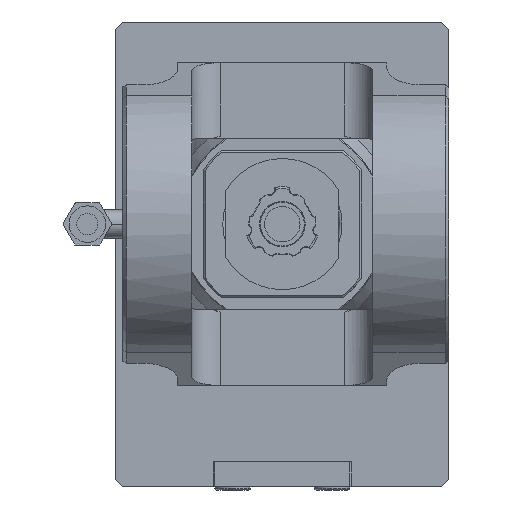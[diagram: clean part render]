
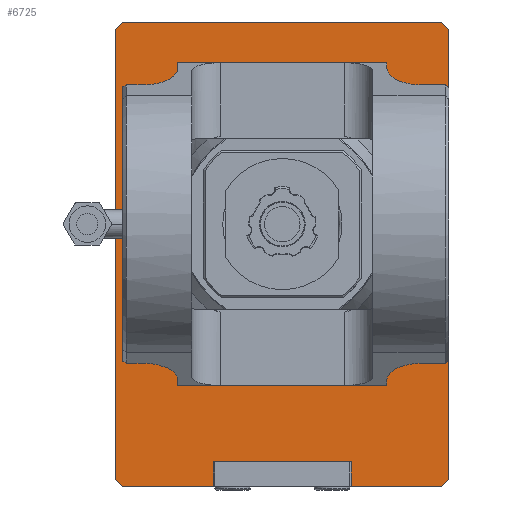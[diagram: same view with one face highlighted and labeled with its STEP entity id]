
A CAD part, left-side view. The second image highlights one B-rep face of the part: STEP entity #6725.
In plain terms, the highlighted planar face has unit normal (-1, 0, 0).
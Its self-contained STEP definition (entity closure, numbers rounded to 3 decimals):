
#323=DIRECTION('',(0.,-1.,0.));
#324=VECTOR('',#323,39.);
#325=CARTESIAN_POINT('',(-23.5,19.5,-67.));
#326=LINE('',#325,#324);
#327=DIRECTION('',(0.,0.,1.));
#328=VECTOR('',#327,7.);
#329=CARTESIAN_POINT('',(-23.5,19.5,-74.));
#330=LINE('',#329,#328);
#331=DIRECTION('',(0.,1.,0.));
#332=VECTOR('',#331,25.5);
#333=CARTESIAN_POINT('',(-23.5,19.5,-74.));
#334=LINE('',#333,#332);
#335=DIRECTION('',(0.,-0.707,-0.707));
#336=VECTOR('',#335,2.828);
#337=CARTESIAN_POINT('',(-23.5,47.,-72.));
#338=LINE('',#337,#336);
#339=DIRECTION('',(0.,0.,1.));
#340=VECTOR('',#339,127.);
#341=CARTESIAN_POINT('',(-23.5,47.,-72.));
#342=LINE('',#341,#340);
#343=DIRECTION('',(0.,0.707,-0.707));
#344=VECTOR('',#343,2.828);
#345=CARTESIAN_POINT('',(-23.5,45.,57.));
#346=LINE('',#345,#344);
#347=DIRECTION('',(0.,-1.,0.));
#348=VECTOR('',#347,90.);
#349=CARTESIAN_POINT('',(-23.5,45.,57.));
#350=LINE('',#349,#348);
#351=DIRECTION('',(0.,0.707,0.707));
#352=VECTOR('',#351,2.828);
#353=CARTESIAN_POINT('',(-23.5,-47.,55.));
#354=LINE('',#353,#352);
#355=DIRECTION('',(0.,0.,-1.));
#356=VECTOR('',#355,127.);
#357=CARTESIAN_POINT('',(-23.5,-47.,55.));
#358=LINE('',#357,#356);
#359=DIRECTION('',(0.,-0.707,0.707));
#360=VECTOR('',#359,2.828);
#361=CARTESIAN_POINT('',(-23.5,-45.,-74.));
#362=LINE('',#361,#360);
#363=DIRECTION('',(0.,1.,0.));
#364=VECTOR('',#363,25.5);
#365=CARTESIAN_POINT('',(-23.5,-45.,-74.));
#366=LINE('',#365,#364);
#367=DIRECTION('',(0.,0.,1.));
#368=VECTOR('',#367,7.);
#369=CARTESIAN_POINT('',(-23.5,-19.5,-74.));
#370=LINE('',#369,#368);
#371=DIRECTION('',(0.,1.,0.));
#372=VECTOR('',#371,59.);
#373=CARTESIAN_POINT('',(-23.5,-29.5,-45.5));
#374=LINE('',#373,#372);
#375=DIRECTION('',(0.,0.,-1.));
#376=VECTOR('',#375,5.);
#377=CARTESIAN_POINT('',(-23.5,-29.5,-40.5));
#378=LINE('',#377,#376);
#379=CARTESIAN_POINT('',(-23.5,-39.5,-40.5));
#380=DIRECTION('',(1.,0.,0.));
#381=DIRECTION('',(0.,1.,0.));
#382=AXIS2_PLACEMENT_3D('',#379,#380,#381);
#384=DIRECTION('',(0.,1.,0.));
#385=VECTOR('',#384,6.);
#386=CARTESIAN_POINT('',(-23.5,-45.5,-30.5));
#387=LINE('',#386,#385);
#388=DIRECTION('',(0.,0.,-1.));
#389=VECTOR('',#388,61.);
#390=CARTESIAN_POINT('',(-23.5,-45.5,30.5));
#391=LINE('',#390,#389);
#392=DIRECTION('',(0.,1.,0.));
#393=VECTOR('',#392,6.);
#394=CARTESIAN_POINT('',(-23.5,-45.5,30.5));
#395=LINE('',#394,#393);
#396=CARTESIAN_POINT('',(-23.5,-39.5,40.5));
#397=DIRECTION('',(-1.,0.,0.));
#398=DIRECTION('',(0.,1.,0.));
#399=AXIS2_PLACEMENT_3D('',#396,#397,#398);
#401=DIRECTION('',(0.,0.,1.));
#402=VECTOR('',#401,5.);
#403=CARTESIAN_POINT('',(-23.5,-29.5,40.5));
#404=LINE('',#403,#402);
#405=DIRECTION('',(0.,-1.,0.));
#406=VECTOR('',#405,59.);
#407=CARTESIAN_POINT('',(-23.5,29.5,45.5));
#408=LINE('',#407,#406);
#409=DIRECTION('',(0.,0.,-1.));
#410=VECTOR('',#409,5.);
#411=CARTESIAN_POINT('',(-23.5,29.5,45.5));
#412=LINE('',#411,#410);
#413=CARTESIAN_POINT('',(-23.5,39.5,40.5));
#414=DIRECTION('',(1.,0.,0.));
#415=DIRECTION('',(0.,-1.,0.));
#416=AXIS2_PLACEMENT_3D('',#413,#414,#415);
#418=DIRECTION('',(0.,1.,0.));
#419=VECTOR('',#418,5.5);
#420=CARTESIAN_POINT('',(-23.5,39.5,30.5));
#421=LINE('',#420,#419);
#422=DIRECTION('',(0.,0.,1.));
#423=VECTOR('',#422,61.);
#424=CARTESIAN_POINT('',(-23.5,45.,-30.5));
#425=LINE('',#424,#423);
#426=DIRECTION('',(0.,1.,0.));
#427=VECTOR('',#426,5.5);
#428=CARTESIAN_POINT('',(-23.5,39.5,-30.5));
#429=LINE('',#428,#427);
#430=CARTESIAN_POINT('',(-23.5,39.5,-40.5));
#431=DIRECTION('',(-1.,0.,0.));
#432=DIRECTION('',(0.,-1.,0.));
#433=AXIS2_PLACEMENT_3D('',#430,#431,#432);
#435=DIRECTION('',(0.,0.,-1.));
#436=VECTOR('',#435,5.);
#437=CARTESIAN_POINT('',(-23.5,29.5,-40.5));
#438=LINE('',#437,#436);
#5155=CARTESIAN_POINT('',(-23.5,45.,57.));
#5156=CARTESIAN_POINT('',(-23.5,47.,55.));
#5157=VERTEX_POINT('',#5155);
#5158=VERTEX_POINT('',#5156);
#5159=CARTESIAN_POINT('',(-23.5,-47.,55.));
#5160=CARTESIAN_POINT('',(-23.5,-45.,57.));
#5161=VERTEX_POINT('',#5159);
#5162=VERTEX_POINT('',#5160);
#5163=CARTESIAN_POINT('',(-23.5,-45.,-74.));
#5164=CARTESIAN_POINT('',(-23.5,-47.,-72.));
#5165=VERTEX_POINT('',#5163);
#5166=VERTEX_POINT('',#5164);
#5191=CARTESIAN_POINT('',(-23.5,47.,-72.));
#5192=CARTESIAN_POINT('',(-23.5,45.,-74.));
#5193=VERTEX_POINT('',#5191);
#5194=VERTEX_POINT('',#5192);
#5259=CARTESIAN_POINT('',(-23.5,19.5,-67.));
#5260=CARTESIAN_POINT('',(-23.5,-19.5,-67.));
#5261=VERTEX_POINT('',#5259);
#5262=VERTEX_POINT('',#5260);
#5263=CARTESIAN_POINT('',(-23.5,-19.5,-74.));
#5264=VERTEX_POINT('',#5263);
#5265=CARTESIAN_POINT('',(-23.5,19.5,-74.));
#5266=VERTEX_POINT('',#5265);
#5661=CARTESIAN_POINT('',(-23.5,-29.5,-45.5));
#5662=CARTESIAN_POINT('',(-23.5,29.5,-45.5));
#5663=VERTEX_POINT('',#5661);
#5664=VERTEX_POINT('',#5662);
#5665=CARTESIAN_POINT('',(-23.5,45.,-30.5));
#5666=CARTESIAN_POINT('',(-23.5,45.,30.5));
#5667=VERTEX_POINT('',#5665);
#5668=VERTEX_POINT('',#5666);
#5669=CARTESIAN_POINT('',(-23.5,29.5,45.5));
#5670=CARTESIAN_POINT('',(-23.5,-29.5,45.5));
#5671=VERTEX_POINT('',#5669);
#5672=VERTEX_POINT('',#5670);
#5673=CARTESIAN_POINT('',(-23.5,-45.5,30.5));
#5674=CARTESIAN_POINT('',(-23.5,-45.5,-30.5));
#5675=VERTEX_POINT('',#5673);
#5676=VERTEX_POINT('',#5674);
#5677=CARTESIAN_POINT('',(-23.5,-29.5,40.5));
#5678=VERTEX_POINT('',#5677);
#5679=CARTESIAN_POINT('',(-23.5,-39.5,30.5));
#5680=VERTEX_POINT('',#5679);
#5681=CARTESIAN_POINT('',(-23.5,29.5,-40.5));
#5682=VERTEX_POINT('',#5681);
#5683=CARTESIAN_POINT('',(-23.5,39.5,-30.5));
#5684=VERTEX_POINT('',#5683);
#5685=CARTESIAN_POINT('',(-23.5,29.5,40.5));
#5686=VERTEX_POINT('',#5685);
#5687=CARTESIAN_POINT('',(-23.5,39.5,30.5));
#5688=VERTEX_POINT('',#5687);
#5689=CARTESIAN_POINT('',(-23.5,-29.5,-40.5));
#5690=VERTEX_POINT('',#5689);
#5691=CARTESIAN_POINT('',(-23.5,-39.5,-30.5));
#5692=VERTEX_POINT('',#5691);
#6662=CARTESIAN_POINT('',(-23.5,0.,0.));
#6663=DIRECTION('',(-1.,0.,0.));
#6664=DIRECTION('',(0.,0.,-1.));
#6665=AXIS2_PLACEMENT_3D('',#6662,#6663,#6664);
#6666=PLANE('',#6665);
#6668=ORIENTED_EDGE('',*,*,#6667,.F.);
#6670=ORIENTED_EDGE('',*,*,#6669,.F.);
#6671=ORIENTED_EDGE('',*,*,#6629,.T.);
#6673=ORIENTED_EDGE('',*,*,#6672,.F.);
#6675=ORIENTED_EDGE('',*,*,#6674,.T.);
#6677=ORIENTED_EDGE('',*,*,#6676,.F.);
#6679=ORIENTED_EDGE('',*,*,#6678,.T.);
#6681=ORIENTED_EDGE('',*,*,#6680,.F.);
#6683=ORIENTED_EDGE('',*,*,#6682,.T.);
#6685=ORIENTED_EDGE('',*,*,#6684,.F.);
#6686=ORIENTED_EDGE('',*,*,#6637,.T.);
#6688=ORIENTED_EDGE('',*,*,#6687,.T.);
#6689=EDGE_LOOP('',(#6668,#6670,#6671,#6673,#6675,#6677,#6679,#6681,#6683,#6685,
#6686,#6688));
#6690=FACE_OUTER_BOUND('',#6689,.F.);
#6692=ORIENTED_EDGE('',*,*,#6691,.F.);
#6694=ORIENTED_EDGE('',*,*,#6693,.F.);
#6696=ORIENTED_EDGE('',*,*,#6695,.T.);
#6698=ORIENTED_EDGE('',*,*,#6697,.F.);
#6700=ORIENTED_EDGE('',*,*,#6699,.F.);
#6702=ORIENTED_EDGE('',*,*,#6701,.T.);
#6704=ORIENTED_EDGE('',*,*,#6703,.F.);
#6706=ORIENTED_EDGE('',*,*,#6705,.T.);
#6708=ORIENTED_EDGE('',*,*,#6707,.F.);
#6710=ORIENTED_EDGE('',*,*,#6709,.T.);
#6712=ORIENTED_EDGE('',*,*,#6711,.T.);
#6714=ORIENTED_EDGE('',*,*,#6713,.T.);
#6716=ORIENTED_EDGE('',*,*,#6715,.F.);
#6718=ORIENTED_EDGE('',*,*,#6717,.F.);
#6720=ORIENTED_EDGE('',*,*,#6719,.F.);
#6722=ORIENTED_EDGE('',*,*,#6721,.T.);
#6723=EDGE_LOOP('',(#6692,#6694,#6696,#6698,#6700,#6702,#6704,#6706,#6708,#6710,
#6712,#6714,#6716,#6718,#6720,#6722));
#6724=FACE_BOUND('',#6723,.F.);
#6725=ADVANCED_FACE('',(#6690,#6724),#6666,.T.);
#383=CIRCLE('',#382,10.);
#400=CIRCLE('',#399,10.);
#417=CIRCLE('',#416,10.);
#434=CIRCLE('',#433,10.);
#6629=EDGE_CURVE('',#5266,#5194,#334,.T.);
#6637=EDGE_CURVE('',#5165,#5264,#366,.T.);
#6667=EDGE_CURVE('',#5261,#5262,#326,.T.);
#6669=EDGE_CURVE('',#5266,#5261,#330,.T.);
#6672=EDGE_CURVE('',#5193,#5194,#338,.T.);
#6674=EDGE_CURVE('',#5193,#5158,#342,.T.);
#6676=EDGE_CURVE('',#5157,#5158,#346,.T.);
#6678=EDGE_CURVE('',#5157,#5162,#350,.T.);
#6680=EDGE_CURVE('',#5161,#5162,#354,.T.);
#6682=EDGE_CURVE('',#5161,#5166,#358,.T.);
#6684=EDGE_CURVE('',#5165,#5166,#362,.T.);
#6687=EDGE_CURVE('',#5264,#5262,#370,.T.);
#6691=EDGE_CURVE('',#5663,#5664,#374,.T.);
#6693=EDGE_CURVE('',#5690,#5663,#378,.T.);
#6695=EDGE_CURVE('',#5690,#5692,#383,.T.);
#6697=EDGE_CURVE('',#5676,#5692,#387,.T.);
#6699=EDGE_CURVE('',#5675,#5676,#391,.T.);
#6701=EDGE_CURVE('',#5675,#5680,#395,.T.);
#6703=EDGE_CURVE('',#5678,#5680,#400,.T.);
#6705=EDGE_CURVE('',#5678,#5672,#404,.T.);
#6707=EDGE_CURVE('',#5671,#5672,#408,.T.);
#6709=EDGE_CURVE('',#5671,#5686,#412,.T.);
#6711=EDGE_CURVE('',#5686,#5688,#417,.T.);
#6713=EDGE_CURVE('',#5688,#5668,#421,.T.);
#6715=EDGE_CURVE('',#5667,#5668,#425,.T.);
#6717=EDGE_CURVE('',#5684,#5667,#429,.T.);
#6719=EDGE_CURVE('',#5682,#5684,#434,.T.);
#6721=EDGE_CURVE('',#5682,#5664,#438,.T.);
